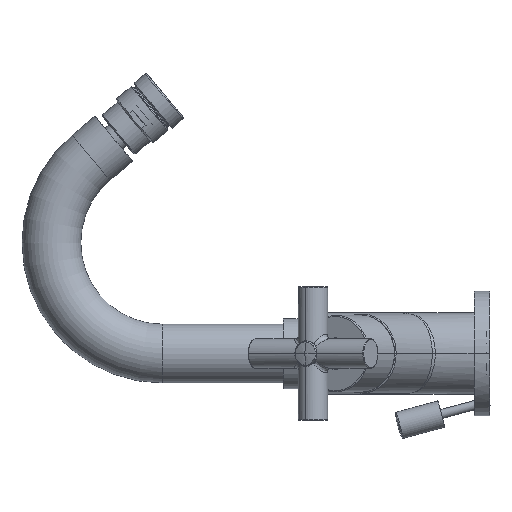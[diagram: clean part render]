
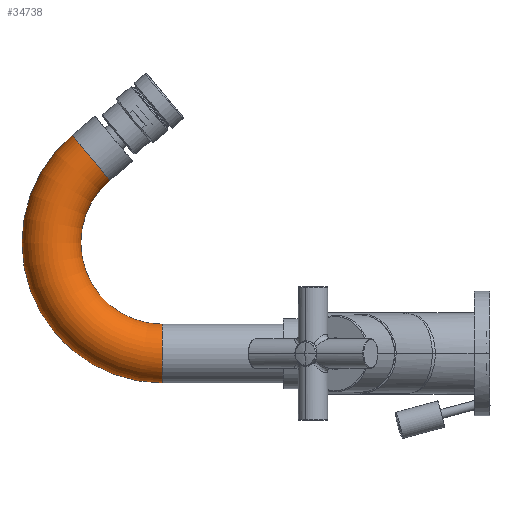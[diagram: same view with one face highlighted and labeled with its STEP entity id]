
A CAD part, left-side view. The second image highlights one B-rep face of the part: STEP entity #34738.
In plain terms, the highlighted toroidal (fillet/blend) face has major radius 49.033 mm and minor radius 13 mm.
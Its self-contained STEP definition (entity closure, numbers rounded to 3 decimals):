
#34645=CARTESIAN_POINT('Vertex',(0.,140.,-13.)) ;
#34652=CARTESIAN_POINT('Vertex',(0.,140.,13.)) ;
#34667=CARTESIAN_POINT('Axis2P3D Location',(0.,140.,0.)) ;
#34684=CARTESIAN_POINT('Axis2P3D Location',(0.,140.,49.033)) ;
#34688=CARTESIAN_POINT('Vertex',(0.,179.874,96.553)) ;
#34695=CARTESIAN_POINT('Vertex',(0.,163.161,76.636)) ;
#34698=CARTESIAN_POINT('Axis2P3D Location',(0.,140.,49.033)) ;
#34710=CARTESIAN_POINT('Axis2P3D Location',(0.,140.,49.033)) ;
#34716=CARTESIAN_POINT('Control Point',(0.,179.874,96.553)) ;
#34717=CARTESIAN_POINT('Control Point',(-2.042,179.874,96.553)) ;
#34718=CARTESIAN_POINT('Control Point',(-4.084,179.616,96.246)) ;
#34719=CARTESIAN_POINT('Control Point',(-6.021,179.1,95.631)) ;
#34720=CARTESIAN_POINT('Control Point',(-9.476,177.609,93.853)) ;
#34721=CARTESIAN_POINT('Control Point',(-11.797,175.388,91.207)) ;
#34722=CARTESIAN_POINT('Control Point',(-12.599,174.143,89.723)) ;
#34723=CARTESIAN_POINT('Control Point',(-13.401,171.518,86.594)) ;
#34724=CARTESIAN_POINT('Control Point',(-12.599,168.893,83.466)) ;
#34725=CARTESIAN_POINT('Control Point',(-11.797,167.647,81.982)) ;
#34726=CARTESIAN_POINT('Control Point',(-9.476,165.427,79.335)) ;
#34727=CARTESIAN_POINT('Control Point',(-6.021,163.935,77.557)) ;
#34728=CARTESIAN_POINT('Control Point',(-4.084,163.419,76.943)) ;
#34729=CARTESIAN_POINT('Control Point',(-2.042,163.161,76.636)) ;
#34730=CARTESIAN_POINT('Control Point',(0.,163.161,76.636)) ;
#34668=DIRECTION('Axis2P3D Direction',(0.,1.,0.)) ;
#34685=DIRECTION('Axis2P3D Direction',(1.,0.,-0.)) ;
#34699=DIRECTION('Axis2P3D Direction',(1.,0.,-0.)) ;
#34711=DIRECTION('Axis2P3D Direction',(1.,0.,0.)) ;
#34712=DIRECTION('Axis2P3D XDirection',(0.,0.,-1.)) ;
#34669=AXIS2_PLACEMENT_3D('Circle Axis2P3D',#34667,#34668,$) ;
#34686=AXIS2_PLACEMENT_3D('Circle Axis2P3D',#34684,#34685,$) ;
#34700=AXIS2_PLACEMENT_3D('Circle Axis2P3D',#34698,#34699,$) ;
#34713=AXIS2_PLACEMENT_3D('Torus Axis2P3D',#34710,#34711,#34712) ;
#34670=CIRCLE('generated circle',#34669,13.) ;
#34687=CIRCLE('generated circle',#34686,62.033) ;
#34701=CIRCLE('generated circle',#34700,36.033) ;
#34714=TOROIDAL_SURFACE('homeo Torus',#34713,49.033,13.) ;
#34671=EDGE_CURVE('',#34646,#34653,#34670,.T.) ;
#34690=EDGE_CURVE('',#34646,#34689,#34687,.T.) ;
#34702=EDGE_CURVE('',#34653,#34696,#34701,.T.) ;
#34731=EDGE_CURVE('',#34689,#34696,#34715,.T.) ;
#34733=ORIENTED_EDGE('',*,*,#34702,.T.) ;
#34734=ORIENTED_EDGE('',*,*,#34731,.F.) ;
#34735=ORIENTED_EDGE('',*,*,#34690,.F.) ;
#34736=ORIENTED_EDGE('',*,*,#34671,.T.) ;
#34732=EDGE_LOOP('',(#34733,#34734,#34735,#34736)) ;
#34646=VERTEX_POINT('',#34645) ;
#34653=VERTEX_POINT('',#34652) ;
#34689=VERTEX_POINT('',#34688) ;
#34696=VERTEX_POINT('',#34695) ;
#34738=ADVANCED_FACE('86\\MANIFOLD_SOLID_BREP #18282',(#34737),#34714,.T.) ;
#34715=B_SPLINE_CURVE_WITH_KNOTS('',5,(#34716,#34717,#34718,#34719,#34720,#34721,#34722,#34723,#34724,#34725,#34726,#34727,#34728,#34729,#34730),.UNSPECIFIED.,.F.,.U.,(6,3,3,3,6),(-20.42,-10.21,0.,10.21,20.42),.UNSPECIFIED.) ;
#34737=FACE_OUTER_BOUND('',#34732,.T.) ;
